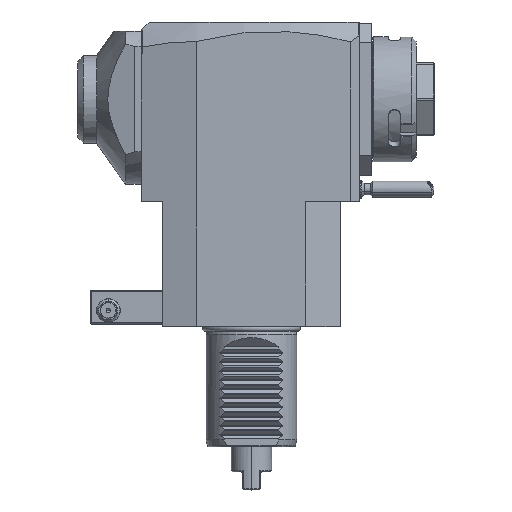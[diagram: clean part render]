
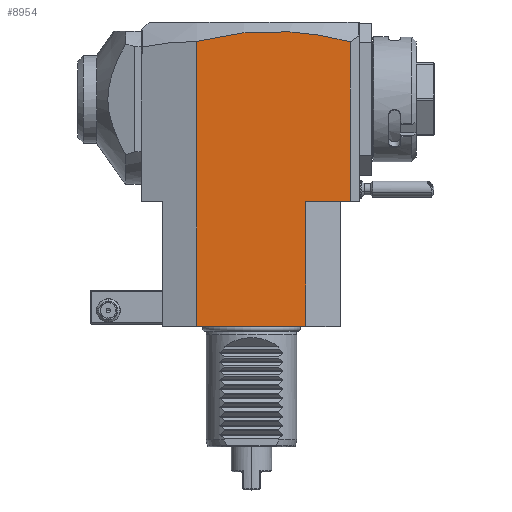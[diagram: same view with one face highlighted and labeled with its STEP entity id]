
A CAD part, top view. The second image highlights one B-rep face of the part: STEP entity #8954.
In plain terms, the highlighted planar face has unit normal (0, 0, 1).
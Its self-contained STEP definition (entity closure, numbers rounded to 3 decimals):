
#17=DIRECTION('',(-1.,0.,0.));
#18=VECTOR('',#17,48.);
#19=CARTESIAN_POINT('',(24.,0.,37.5));
#20=LINE('',#19,#18);
#81=DIRECTION('',(0.,-1.,0.));
#82=VECTOR('',#81,70.258);
#83=CARTESIAN_POINT('',(43.5,125.258,37.5));
#84=LINE('',#83,#82);
#85=DIRECTION('',(-1.,0.,0.));
#86=VECTOR('',#85,19.5);
#87=CARTESIAN_POINT('',(43.5,55.,37.5));
#88=LINE('',#87,#86);
#89=CARTESIAN_POINT('',(-24.,125.435,37.5));
#90=CARTESIAN_POINT('',(-18.371,126.939,37.5));
#91=CARTESIAN_POINT('',(-7.115,129.162,37.5));
#92=CARTESIAN_POINT('',(9.762,130.233,37.5));
#93=CARTESIAN_POINT('',(26.635,129.072,37.5));
#94=CARTESIAN_POINT('',(37.879,126.791,37.5));
#95=CARTESIAN_POINT('',(43.5,125.258,37.5));
#2299=DIRECTION('',(0.,-1.,0.));
#2300=VECTOR('',#2299,125.435);
#2301=CARTESIAN_POINT('',(-24.,125.435,37.5));
#2302=LINE('',#2301,#2300);
#5191=DIRECTION('',(0.,1.,0.));
#5192=VECTOR('',#5191,55.);
#5193=CARTESIAN_POINT('',(24.,0.,37.5));
#5194=LINE('',#5193,#5192);
#8321=VERTEX_POINT('',#89);
#8322=VERTEX_POINT('',#95);
#8670=CARTESIAN_POINT('',(43.5,55.,37.5));
#8671=VERTEX_POINT('',#8670);
#8707=CARTESIAN_POINT('',(24.,0.,37.5));
#8708=VERTEX_POINT('',#8707);
#8709=CARTESIAN_POINT('',(-24.,0.,37.5));
#8710=VERTEX_POINT('',#8709);
#8849=CARTESIAN_POINT('',(24.,55.,37.5));
#8850=VERTEX_POINT('',#8849);
#8937=CARTESIAN_POINT('',(-39.202,55.,37.5));
#8938=DIRECTION('',(0.,0.,1.));
#8939=DIRECTION('',(1.,0.,0.));
#8940=AXIS2_PLACEMENT_3D('',#8937,#8938,#8939);
#8941=PLANE('',#8940);
#8943=ORIENTED_EDGE('',*,*,#8942,.T.);
#8944=ORIENTED_EDGE('',*,*,#8919,.T.);
#8946=ORIENTED_EDGE('',*,*,#8945,.F.);
#8947=ORIENTED_EDGE('',*,*,#8866,.T.);
#8949=ORIENTED_EDGE('',*,*,#8948,.F.);
#8951=ORIENTED_EDGE('',*,*,#8950,.T.);
#8952=EDGE_LOOP('',(#8943,#8944,#8946,#8947,#8949,#8951));
#8953=FACE_OUTER_BOUND('',#8952,.F.);
#96=B_SPLINE_CURVE_WITH_KNOTS('',3,(#89,#90,#91,#92,#93,#94,#95),.UNSPECIFIED.,
.F.,.F.,(4,1,1,1,4),(0.,0.25,0.5,0.75,1.),.UNSPECIFIED.);
#8866=EDGE_CURVE('',#8708,#8710,#20,.T.);
#8919=EDGE_CURVE('',#8671,#8850,#88,.T.);
#8942=EDGE_CURVE('',#8322,#8671,#84,.T.);
#8945=EDGE_CURVE('',#8708,#8850,#5194,.T.);
#8948=EDGE_CURVE('',#8321,#8710,#2302,.T.);
#8950=EDGE_CURVE('',#8321,#8322,#96,.T.);
#8954=ADVANCED_FACE('',(#8953),#8941,.T.);
